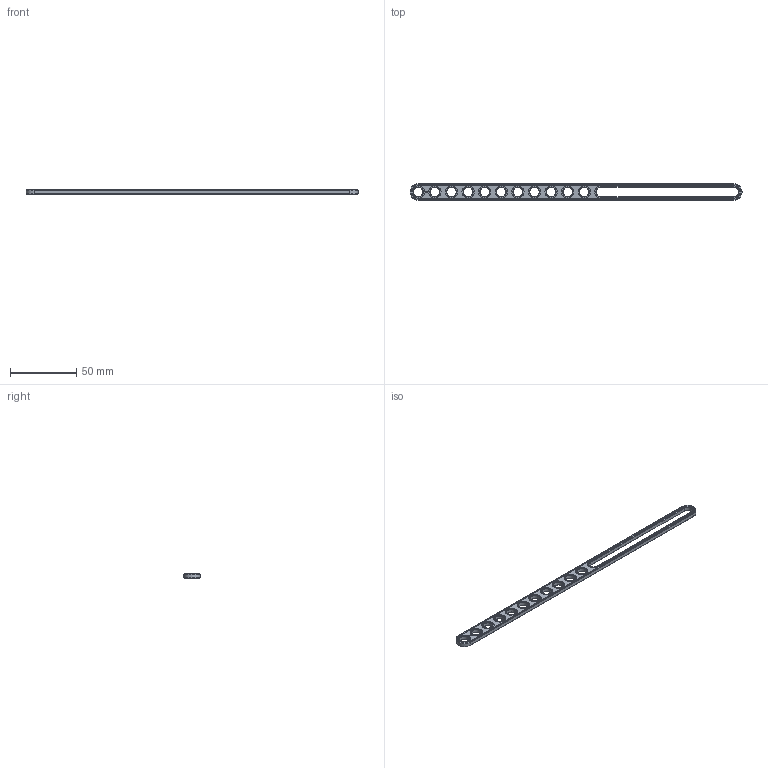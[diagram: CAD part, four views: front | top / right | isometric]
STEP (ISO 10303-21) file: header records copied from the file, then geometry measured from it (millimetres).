
FILE_DESCRIPTION(('FreeCAD Model'),'2;1');
FILE_NAME('Open CASCADE Shape Model','2021-02-27T22:28:30',( 'Paulo Kiefe'),('STEMFIE.org'),'Open CASCADE STEP processor 7.4', 'FreeCAD','Unknown');
FILE_SCHEMA(('AUTOMOTIVE_DESIGN { 1 0 10303 214 1 1 1 1 }'));
Length unit declared in the file: millimetre
Products named in the file (1): Brace_STR_SLT_SE_ERR_-_BU20x01x00.25x09_SPN-BRC-0282_(stemfie.org)
Bounding box: 250 x 12.5 x 3.12 mm (x, y, z)
Volume: 5779.1 mm3; surface area: 6786.7 mm2
Topology: 1 solids, 1 shells, 610 faces, 1656 edges, 1095 vertices
Faces by surface type: plane 340, extrusion 210, cone 30, cylinder 30
Full cylindrical faces by diameter (mm): 7 x11, 9.2 x11
Entity records: 42341 total; most frequent: CARTESIAN_POINT 10751, DIRECTION 4998, VECTOR 3956, LINE 3746, ORIENTED_EDGE 3312, PCURVE 3312, DEFINITIONAL_REPRESENTATION 3312, EDGE_CURVE 1656
